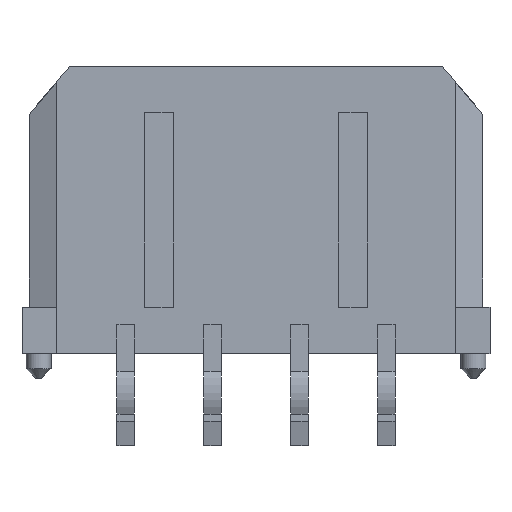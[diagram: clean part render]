
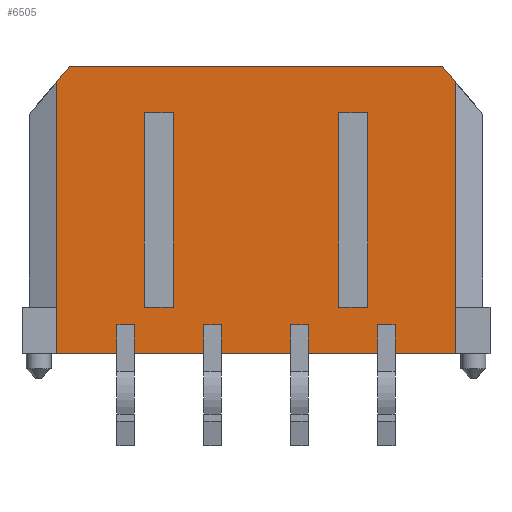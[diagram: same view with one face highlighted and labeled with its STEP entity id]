
A CAD part, front view. The second image highlights one B-rep face of the part: STEP entity #6505.
In plain terms, the highlighted planar face has unit normal (0, -1, 0).
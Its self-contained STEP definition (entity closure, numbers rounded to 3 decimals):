
#63=FACE_BOUND('',#629,.T.);
#64=FACE_BOUND('',#630,.T.);
#256=FACE_OUTER_BOUND('',#628,.T.);
#628=EDGE_LOOP('',(#4896,#4897,#4898,#4899,#4900,#4901,#4902,#4903,#4904,
#4905,#4906,#4907,#4908,#4909,#4910,#4911,#4912,#4913,#4914,#4915,#4916,
#4917,#4918,#4919,#4920,#4921));
#629=EDGE_LOOP('',(#4922,#4923,#4924,#4925));
#630=EDGE_LOOP('',(#4926,#4927,#4928,#4929));
#846=LINE('',#8848,#1735);
#872=LINE('',#8902,#1761);
#880=LINE('',#8924,#1769);
#897=LINE('',#8963,#1786);
#901=LINE('',#8972,#1790);
#947=LINE('',#9074,#1836);
#951=LINE('',#9083,#1840);
#965=LINE('',#9112,#1854);
#967=LINE('',#9118,#1856);
#990=LINE('',#9162,#1879);
#992=LINE('',#9168,#1881);
#1036=LINE('',#9260,#1925);
#1057=LINE('',#9307,#1946);
#1136=LINE('',#9467,#2025);
#1140=LINE('',#9476,#2029);
#1148=LINE('',#9491,#2037);
#1183=LINE('',#9557,#2072);
#1195=LINE('',#9580,#2084);
#1198=LINE('',#9585,#2087);
#1199=LINE('',#9587,#2088);
#1202=LINE('',#9592,#2091);
#1206=LINE('',#9598,#2095);
#1216=LINE('',#9619,#2105);
#1225=LINE('',#9637,#2114);
#1234=LINE('',#9650,#2123);
#1247=LINE('',#9678,#2136);
#1261=LINE('',#9708,#2150);
#1262=LINE('',#9709,#2151);
#1263=LINE('',#9711,#2152);
#1264=LINE('',#9713,#2153);
#1265=LINE('',#9714,#2154);
#1266=LINE('',#9716,#2155);
#1267=LINE('',#9718,#2156);
#1268=LINE('',#9719,#2157);
#1735=VECTOR('',#7149,1.);
#1761=VECTOR('',#7189,2.077);
#1769=VECTOR('',#7211,10.);
#1786=VECTOR('',#7238,10.);
#1790=VECTOR('',#7244,10.);
#1836=VECTOR('',#7310,1.);
#1840=VECTOR('',#7316,1.);
#1854=VECTOR('',#7334,0.009);
#1856=VECTOR('',#7338,0.009);
#1879=VECTOR('',#7379,1.6);
#1881=VECTOR('',#7383,10.);
#1925=VECTOR('',#7455,0.71);
#1946=VECTOR('',#7496,7.768);
#2025=VECTOR('',#7655,1.);
#2029=VECTOR('',#7661,1.);
#2037=VECTOR('',#7671,12.85);
#2072=VECTOR('',#7732,0.71);
#2084=VECTOR('',#7760,6.71);
#2087=VECTOR('',#7767,6.71);
#2088=VECTOR('',#7770,6.71);
#2091=VECTOR('',#7777,6.71);
#2095=VECTOR('',#7785,7.768);
#2105=VECTOR('',#7801,1.);
#2114=VECTOR('',#7816,1.);
#2123=VECTOR('',#7829,2.403);
#2136=VECTOR('',#7852,1.);
#2150=VECTOR('',#7874,2.077);
#2151=VECTOR('',#7875,1.6);
#2152=VECTOR('',#7876,1.);
#2153=VECTOR('',#7877,2.403);
#2154=VECTOR('',#7878,1.);
#2155=VECTOR('',#7879,1.);
#2156=VECTOR('',#7880,2.403);
#2157=VECTOR('',#7881,1.);
#2624=VERTEX_POINT('',#8845);
#2625=VERTEX_POINT('',#8847);
#2646=VERTEX_POINT('',#8901);
#2653=VERTEX_POINT('',#8922);
#2668=VERTEX_POINT('',#8959);
#2670=VERTEX_POINT('',#8962);
#2672=VERTEX_POINT('',#8968);
#2674=VERTEX_POINT('',#8971);
#2719=VERTEX_POINT('',#9072);
#2720=VERTEX_POINT('',#9073);
#2723=VERTEX_POINT('',#9081);
#2724=VERTEX_POINT('',#9082);
#2732=VERTEX_POINT('',#9100);
#2737=VERTEX_POINT('',#9110);
#2739=VERTEX_POINT('',#9115);
#2740=VERTEX_POINT('',#9117);
#2753=VERTEX_POINT('',#9164);
#2755=VERTEX_POINT('',#9167);
#2788=VERTEX_POINT('',#9257);
#2789=VERTEX_POINT('',#9259);
#2805=VERTEX_POINT('',#9305);
#2845=VERTEX_POINT('',#9465);
#2846=VERTEX_POINT('',#9466);
#2849=VERTEX_POINT('',#9474);
#2850=VERTEX_POINT('',#9475);
#2856=VERTEX_POINT('',#9490);
#2885=VERTEX_POINT('',#9617);
#2891=VERTEX_POINT('',#9636);
#2903=VERTEX_POINT('',#9676);
#2915=VERTEX_POINT('',#9707);
#2916=VERTEX_POINT('',#9710);
#2917=VERTEX_POINT('',#9712);
#2918=VERTEX_POINT('',#9715);
#2919=VERTEX_POINT('',#9717);
#3226=EDGE_CURVE('',#2625,#2624,#846,.T.);
#3253=EDGE_CURVE('',#2625,#2646,#872,.T.);
#3264=EDGE_CURVE('',#2653,#2624,#880,.T.);
#3281=EDGE_CURVE('',#2668,#2670,#897,.T.);
#3285=EDGE_CURVE('',#2672,#2674,#901,.T.);
#3331=EDGE_CURVE('',#2719,#2720,#947,.T.);
#3335=EDGE_CURVE('',#2723,#2724,#951,.T.);
#3349=EDGE_CURVE('',#2732,#2737,#965,.T.);
#3351=EDGE_CURVE('',#2740,#2739,#967,.T.);
#3374=EDGE_CURVE('',#2739,#2646,#990,.T.);
#3376=EDGE_CURVE('',#2753,#2755,#992,.T.);
#3420=EDGE_CURVE('',#2789,#2788,#1036,.T.);
#3443=EDGE_CURVE('',#2805,#2737,#1057,.T.);
#3522=EDGE_CURVE('',#2845,#2846,#1136,.T.);
#3526=EDGE_CURVE('',#2849,#2850,#1140,.T.);
#3534=EDGE_CURVE('',#2789,#2856,#1148,.T.);
#3569=EDGE_CURVE('',#2805,#2856,#1183,.T.);
#3581=EDGE_CURVE('',#2724,#2846,#1195,.T.);
#3584=EDGE_CURVE('',#2723,#2845,#1198,.T.);
#3585=EDGE_CURVE('',#2720,#2850,#1199,.T.);
#3588=EDGE_CURVE('',#2719,#2849,#1202,.T.);
#3592=EDGE_CURVE('',#2788,#2740,#1206,.T.);
#3602=EDGE_CURVE('',#2885,#2672,#1216,.T.);
#3611=EDGE_CURVE('',#2891,#2755,#1225,.T.);
#3620=EDGE_CURVE('',#2891,#2885,#1234,.T.);
#3633=EDGE_CURVE('',#2903,#2753,#1247,.T.);
#3648=EDGE_CURVE('',#2915,#2903,#1261,.T.);
#3649=EDGE_CURVE('',#2732,#2915,#1262,.T.);
#3650=EDGE_CURVE('',#2916,#2653,#1263,.T.);
#3651=EDGE_CURVE('',#2917,#2916,#1264,.T.);
#3652=EDGE_CURVE('',#2917,#2670,#1265,.T.);
#3653=EDGE_CURVE('',#2918,#2668,#1266,.T.);
#3654=EDGE_CURVE('',#2919,#2918,#1267,.T.);
#3655=EDGE_CURVE('',#2919,#2674,#1268,.T.);
#4896=ORIENTED_EDGE('',*,*,#3633,.F.);
#4897=ORIENTED_EDGE('',*,*,#3648,.F.);
#4898=ORIENTED_EDGE('',*,*,#3649,.F.);
#4899=ORIENTED_EDGE('',*,*,#3349,.T.);
#4900=ORIENTED_EDGE('',*,*,#3443,.F.);
#4901=ORIENTED_EDGE('',*,*,#3569,.T.);
#4902=ORIENTED_EDGE('',*,*,#3534,.F.);
#4903=ORIENTED_EDGE('',*,*,#3420,.T.);
#4904=ORIENTED_EDGE('',*,*,#3592,.T.);
#4905=ORIENTED_EDGE('',*,*,#3351,.T.);
#4906=ORIENTED_EDGE('',*,*,#3374,.T.);
#4907=ORIENTED_EDGE('',*,*,#3253,.F.);
#4908=ORIENTED_EDGE('',*,*,#3226,.T.);
#4909=ORIENTED_EDGE('',*,*,#3264,.F.);
#4910=ORIENTED_EDGE('',*,*,#3650,.F.);
#4911=ORIENTED_EDGE('',*,*,#3651,.F.);
#4912=ORIENTED_EDGE('',*,*,#3652,.T.);
#4913=ORIENTED_EDGE('',*,*,#3281,.F.);
#4914=ORIENTED_EDGE('',*,*,#3653,.F.);
#4915=ORIENTED_EDGE('',*,*,#3654,.F.);
#4916=ORIENTED_EDGE('',*,*,#3655,.T.);
#4917=ORIENTED_EDGE('',*,*,#3285,.F.);
#4918=ORIENTED_EDGE('',*,*,#3602,.F.);
#4919=ORIENTED_EDGE('',*,*,#3620,.F.);
#4920=ORIENTED_EDGE('',*,*,#3611,.T.);
#4921=ORIENTED_EDGE('',*,*,#3376,.F.);
#4922=ORIENTED_EDGE('',*,*,#3588,.T.);
#4923=ORIENTED_EDGE('',*,*,#3526,.T.);
#4924=ORIENTED_EDGE('',*,*,#3585,.F.);
#4925=ORIENTED_EDGE('',*,*,#3331,.F.);
#4926=ORIENTED_EDGE('',*,*,#3581,.F.);
#4927=ORIENTED_EDGE('',*,*,#3335,.F.);
#4928=ORIENTED_EDGE('',*,*,#3584,.T.);
#4929=ORIENTED_EDGE('',*,*,#3522,.T.);
#6162=PLANE('',#6895);
#6505=ADVANCED_FACE('',(#256,#63,#64),#6162,.T.);
#6895=AXIS2_PLACEMENT_3D('',#9706,#7872,#7873);
#7149=DIRECTION('',(0.,0.,1.));
#7189=DIRECTION('',(-1.,0.,0.));
#7211=DIRECTION('',(-1.,0.,0.));
#7238=DIRECTION('',(-1.,0.,0.));
#7244=DIRECTION('',(-1.,0.,0.));
#7310=DIRECTION('',(1.,0.,0.));
#7316=DIRECTION('',(1.,0.,0.));
#7334=DIRECTION('',(1.,0.,0.));
#7338=DIRECTION('',(1.,0.,0.));
#7379=DIRECTION('',(0.,0.,-1.));
#7383=DIRECTION('',(-1.,0.,0.));
#7455=DIRECTION('',(-0.647,0.,-0.763));
#7496=DIRECTION('',(0.,0.,-1.));
#7655=DIRECTION('',(1.,0.,0.));
#7661=DIRECTION('',(1.,0.,0.));
#7671=DIRECTION('',(1.,0.,0.));
#7732=DIRECTION('',(-0.647,0.,0.763));
#7760=DIRECTION('',(0.,0.,1.));
#7767=DIRECTION('',(0.,0.,1.));
#7770=DIRECTION('',(0.,0.,1.));
#7777=DIRECTION('',(0.,0.,1.));
#7785=DIRECTION('',(0.,0.,-1.));
#7801=DIRECTION('',(0.,0.,1.));
#7816=DIRECTION('',(0.,0.,1.));
#7829=DIRECTION('',(-1.,0.,0.));
#7852=DIRECTION('',(0.,0.,1.));
#7872=DIRECTION('center_axis',(0.,-1.,0.));
#7873=DIRECTION('ref_axis',(0.,0.,-1.));
#7874=DIRECTION('',(-1.,0.,0.));
#7875=DIRECTION('',(0.,0.,-1.));
#7876=DIRECTION('',(0.,0.,1.));
#7877=DIRECTION('',(-1.,0.,0.));
#7878=DIRECTION('',(0.,0.,1.));
#7879=DIRECTION('',(0.,0.,1.));
#7880=DIRECTION('',(-1.,0.,0.));
#7881=DIRECTION('',(0.,0.,1.));
#8845=CARTESIAN_POINT('',(-4.799,-3.43,-3.955));
#8847=CARTESIAN_POINT('',(-4.799,-3.43,-4.955));
#8848=CARTESIAN_POINT('',(-4.799,-3.43,-4.955));
#8901=CARTESIAN_POINT('',(-6.875,-3.43,-4.955));
#8902=CARTESIAN_POINT('',(-4.799,-3.43,-4.955));
#8922=CARTESIAN_POINT('',(-4.202,-3.43,-3.955));
#8924=CARTESIAN_POINT('',(-3.913,-3.43,-3.955));
#8959=CARTESIAN_POINT('',(-1.202,-3.43,-3.955));
#8962=CARTESIAN_POINT('',(-1.799,-3.43,-3.955));
#8963=CARTESIAN_POINT('',(-3.913,-3.43,-3.955));
#8968=CARTESIAN_POINT('',(1.799,-3.43,-3.955));
#8971=CARTESIAN_POINT('',(1.202,-3.43,-3.955));
#8972=CARTESIAN_POINT('',(-3.913,-3.43,-3.955));
#9072=CARTESIAN_POINT('',(-3.85,-3.43,-3.355));
#9073=CARTESIAN_POINT('',(-2.85,-3.43,-3.355));
#9074=CARTESIAN_POINT('',(-3.85,-3.43,-3.355));
#9081=CARTESIAN_POINT('',(2.85,-3.43,-3.355));
#9082=CARTESIAN_POINT('',(3.85,-3.43,-3.355));
#9083=CARTESIAN_POINT('',(2.85,-3.43,-3.355));
#9100=CARTESIAN_POINT('',(6.875,-3.43,-3.355));
#9110=CARTESIAN_POINT('',(6.884,-3.43,-3.355));
#9112=CARTESIAN_POINT('',(6.875,-3.43,-3.355));
#9115=CARTESIAN_POINT('',(-6.875,-3.43,-3.355));
#9117=CARTESIAN_POINT('',(-6.884,-3.43,-3.355));
#9118=CARTESIAN_POINT('',(-6.884,-3.43,-3.355));
#9162=CARTESIAN_POINT('',(-6.875,-3.43,-3.355));
#9164=CARTESIAN_POINT('',(4.799,-3.43,-3.955));
#9167=CARTESIAN_POINT('',(4.202,-3.43,-3.955));
#9168=CARTESIAN_POINT('',(-3.913,-3.43,-3.955));
#9257=CARTESIAN_POINT('',(-6.884,-3.43,4.413));
#9259=CARTESIAN_POINT('',(-6.425,-3.43,4.955));
#9260=CARTESIAN_POINT('',(-6.425,-3.43,4.955));
#9305=CARTESIAN_POINT('',(6.884,-3.43,4.413));
#9307=CARTESIAN_POINT('',(6.884,-3.43,4.413));
#9465=CARTESIAN_POINT('',(2.85,-3.43,3.355));
#9466=CARTESIAN_POINT('',(3.85,-3.43,3.355));
#9467=CARTESIAN_POINT('',(2.85,-3.43,3.355));
#9474=CARTESIAN_POINT('',(-3.85,-3.43,3.355));
#9475=CARTESIAN_POINT('',(-2.85,-3.43,3.355));
#9476=CARTESIAN_POINT('',(-3.85,-3.43,3.355));
#9490=CARTESIAN_POINT('',(6.425,-3.43,4.955));
#9491=CARTESIAN_POINT('',(-6.425,-3.43,4.955));
#9557=CARTESIAN_POINT('',(6.884,-3.43,4.413));
#9580=CARTESIAN_POINT('',(3.85,-3.43,-3.355));
#9585=CARTESIAN_POINT('',(2.85,-3.43,-3.355));
#9587=CARTESIAN_POINT('',(-2.85,-3.43,-3.355));
#9592=CARTESIAN_POINT('',(-3.85,-3.43,-3.355));
#9598=CARTESIAN_POINT('',(-6.884,-3.43,4.413));
#9617=CARTESIAN_POINT('',(1.799,-3.43,-4.955));
#9619=CARTESIAN_POINT('',(1.799,-3.43,-4.955));
#9636=CARTESIAN_POINT('',(4.202,-3.43,-4.955));
#9637=CARTESIAN_POINT('',(4.202,-3.43,-4.955));
#9650=CARTESIAN_POINT('',(4.202,-3.43,-4.955));
#9676=CARTESIAN_POINT('',(4.799,-3.43,-4.955));
#9678=CARTESIAN_POINT('',(4.799,-3.43,-4.955));
#9706=CARTESIAN_POINT('Origin',(-7.825,-3.43,4.955));
#9707=CARTESIAN_POINT('',(6.875,-3.43,-4.955));
#9708=CARTESIAN_POINT('',(6.875,-3.43,-4.955));
#9709=CARTESIAN_POINT('',(6.875,-3.43,-3.355));
#9710=CARTESIAN_POINT('',(-4.202,-3.43,-4.955));
#9711=CARTESIAN_POINT('',(-4.202,-3.43,-4.955));
#9712=CARTESIAN_POINT('',(-1.799,-3.43,-4.955));
#9713=CARTESIAN_POINT('',(-1.799,-3.43,-4.955));
#9714=CARTESIAN_POINT('',(-1.799,-3.43,-4.955));
#9715=CARTESIAN_POINT('',(-1.202,-3.43,-4.955));
#9716=CARTESIAN_POINT('',(-1.202,-3.43,-4.955));
#9717=CARTESIAN_POINT('',(1.202,-3.43,-4.955));
#9718=CARTESIAN_POINT('',(1.202,-3.43,-4.955));
#9719=CARTESIAN_POINT('',(1.202,-3.43,-4.955));
